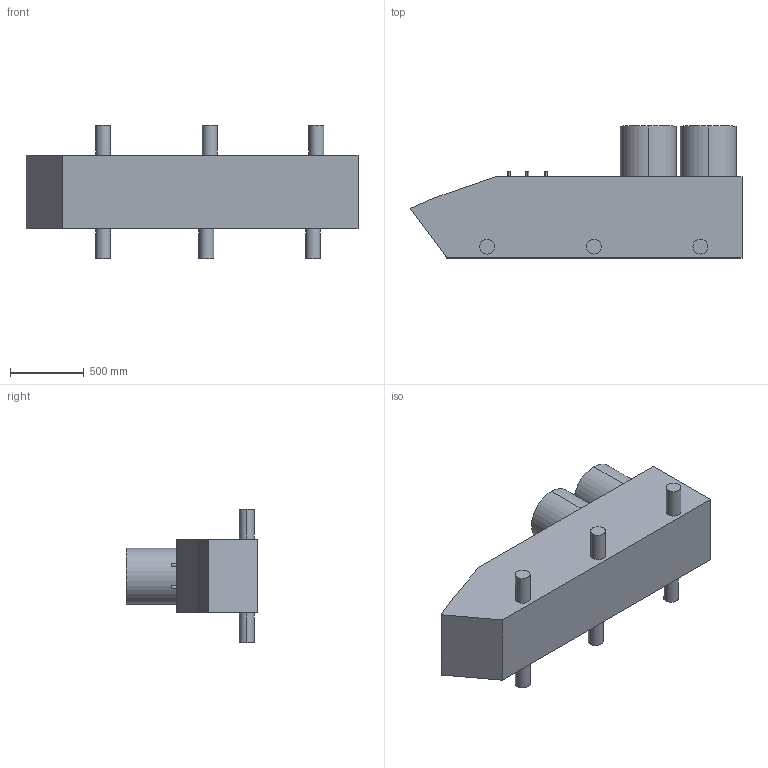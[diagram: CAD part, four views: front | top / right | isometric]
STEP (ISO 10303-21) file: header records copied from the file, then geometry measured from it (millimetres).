
FILE_DESCRIPTION (( 'STEP AP203' ), '1' );
FILE_NAME ('Part12_Default_sldprt.STEP', '2023-12-04T05:56:23', ( '' ), ( '' ), 'SwSTEP 2.0', 'SolidWorks 2018', '' );
FILE_SCHEMA (( 'CONFIG_CONTROL_DESIGN' ));
Length unit declared in the file: inch
Products named in the file (1): Part12_Default_sldprt
Bounding box: 2250 x 894.17 x 906.4 mm (x, y, z)
Volume: 656199163.9 mm3; surface area: 6131914.8 mm2
Topology: 1 solids, 1 shells, 56 faces, 114 edges, 76 vertices
Faces by surface type: cylinder 32, plane 24
Entity records: 1581 total; most frequent: DIRECTION 292, CARTESIAN_POINT 247, ORIENTED_EDGE 228, AXIS2_PLACEMENT_3D 121, EDGE_CURVE 114, VERTEX_POINT 76, EDGE_LOOP 72, CIRCLE 64
